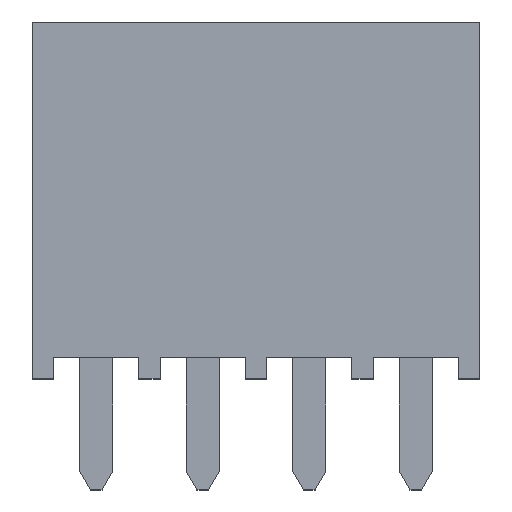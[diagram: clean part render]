
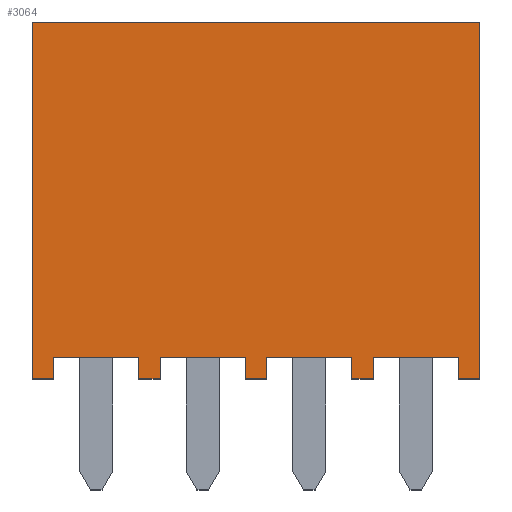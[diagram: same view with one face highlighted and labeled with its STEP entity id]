
A CAD part, top view. The second image highlights one B-rep face of the part: STEP entity #3064.
In plain terms, the highlighted planar face has unit normal (0, 0, 1).
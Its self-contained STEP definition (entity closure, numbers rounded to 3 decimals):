
#2046 = VERTEX_POINT('',#2047);
#2047 = CARTESIAN_POINT('',(4.826,0.,2.477));
#2053 = EDGE_CURVE('',#2046,#2054,#2056,.T.);
#2054 = VERTEX_POINT('',#2055);
#2055 = CARTESIAN_POINT('',(4.826,0.508,2.477));
#2056 = LINE('',#2057,#2058);
#2057 = CARTESIAN_POINT('',(4.826,8.509,2.477));
#2058 = VECTOR('',#2059,1.);
#2059 = DIRECTION('',(0.,1.,0.));
#2145 = EDGE_CURVE('',#2054,#2146,#2148,.T.);
#2146 = VERTEX_POINT('',#2147);
#2147 = CARTESIAN_POINT('',(2.794,0.508,2.477));
#2148 = LINE('',#2149,#2150);
#2149 = CARTESIAN_POINT('',(-5.334,0.508,2.477));
#2150 = VECTOR('',#2151,1.);
#2151 = DIRECTION('',(-1.,0.,0.));
#2169 = EDGE_CURVE('',#2146,#2170,#2172,.T.);
#2170 = VERTEX_POINT('',#2171);
#2171 = CARTESIAN_POINT('',(2.794,0.,2.477));
#2172 = LINE('',#2173,#2174);
#2173 = CARTESIAN_POINT('',(2.794,8.509,2.477));
#2174 = VECTOR('',#2175,1.);
#2175 = DIRECTION('',(0.,-1.,0.));
#2192 = EDGE_CURVE('',#2193,#2170,#2195,.T.);
#2193 = VERTEX_POINT('',#2194);
#2194 = CARTESIAN_POINT('',(2.286,0.,2.477));
#2195 = LINE('',#2196,#2197);
#2196 = CARTESIAN_POINT('',(-5.334,0.,2.477));
#2197 = VECTOR('',#2198,1.);
#2198 = DIRECTION('',(1.,0.,0.));
#2217 = EDGE_CURVE('',#2193,#2218,#2220,.T.);
#2218 = VERTEX_POINT('',#2219);
#2219 = CARTESIAN_POINT('',(2.286,0.508,2.477));
#2220 = LINE('',#2221,#2222);
#2221 = CARTESIAN_POINT('',(2.286,8.509,2.477));
#2222 = VECTOR('',#2223,1.);
#2223 = DIRECTION('',(0.,1.,0.));
#2309 = EDGE_CURVE('',#2218,#2310,#2312,.T.);
#2310 = VERTEX_POINT('',#2311);
#2311 = CARTESIAN_POINT('',(0.254,0.508,2.477));
#2312 = LINE('',#2313,#2314);
#2313 = CARTESIAN_POINT('',(-5.334,0.508,2.477));
#2314 = VECTOR('',#2315,1.);
#2315 = DIRECTION('',(-1.,0.,0.));
#2333 = EDGE_CURVE('',#2310,#2334,#2336,.T.);
#2334 = VERTEX_POINT('',#2335);
#2335 = CARTESIAN_POINT('',(0.254,0.,2.477));
#2336 = LINE('',#2337,#2338);
#2337 = CARTESIAN_POINT('',(0.254,8.509,2.477));
#2338 = VECTOR('',#2339,1.);
#2339 = DIRECTION('',(0.,-1.,0.));
#2356 = EDGE_CURVE('',#2357,#2334,#2359,.T.);
#2357 = VERTEX_POINT('',#2358);
#2358 = CARTESIAN_POINT('',(-0.254,0.,2.477));
#2359 = LINE('',#2360,#2361);
#2360 = CARTESIAN_POINT('',(-5.334,0.,2.477));
#2361 = VECTOR('',#2362,1.);
#2362 = DIRECTION('',(1.,0.,0.));
#2381 = EDGE_CURVE('',#2357,#2382,#2384,.T.);
#2382 = VERTEX_POINT('',#2383);
#2383 = CARTESIAN_POINT('',(-0.254,0.508,2.477));
#2384 = LINE('',#2385,#2386);
#2385 = CARTESIAN_POINT('',(-0.254,8.509,2.477));
#2386 = VECTOR('',#2387,1.);
#2387 = DIRECTION('',(0.,1.,0.));
#2473 = EDGE_CURVE('',#2382,#2474,#2476,.T.);
#2474 = VERTEX_POINT('',#2475);
#2475 = CARTESIAN_POINT('',(-2.286,0.508,2.477));
#2476 = LINE('',#2477,#2478);
#2477 = CARTESIAN_POINT('',(-5.334,0.508,2.477));
#2478 = VECTOR('',#2479,1.);
#2479 = DIRECTION('',(-1.,0.,0.));
#2497 = EDGE_CURVE('',#2474,#2498,#2500,.T.);
#2498 = VERTEX_POINT('',#2499);
#2499 = CARTESIAN_POINT('',(-2.286,0.,2.477));
#2500 = LINE('',#2501,#2502);
#2501 = CARTESIAN_POINT('',(-2.286,8.509,2.477));
#2502 = VECTOR('',#2503,1.);
#2503 = DIRECTION('',(0.,-1.,0.));
#2520 = EDGE_CURVE('',#2521,#2498,#2523,.T.);
#2521 = VERTEX_POINT('',#2522);
#2522 = CARTESIAN_POINT('',(-2.794,0.,2.477));
#2523 = LINE('',#2524,#2525);
#2524 = CARTESIAN_POINT('',(-5.334,0.,2.477));
#2525 = VECTOR('',#2526,1.);
#2526 = DIRECTION('',(1.,0.,0.));
#2545 = EDGE_CURVE('',#2521,#2546,#2548,.T.);
#2546 = VERTEX_POINT('',#2547);
#2547 = CARTESIAN_POINT('',(-2.794,0.508,2.477));
#2548 = LINE('',#2549,#2550);
#2549 = CARTESIAN_POINT('',(-2.794,8.509,2.477));
#2550 = VECTOR('',#2551,1.);
#2551 = DIRECTION('',(0.,1.,0.));
#2637 = EDGE_CURVE('',#2546,#2638,#2640,.T.);
#2638 = VERTEX_POINT('',#2639);
#2639 = CARTESIAN_POINT('',(-4.826,0.508,2.477));
#2640 = LINE('',#2641,#2642);
#2641 = CARTESIAN_POINT('',(-5.334,0.508,2.477));
#2642 = VECTOR('',#2643,1.);
#2643 = DIRECTION('',(-1.,0.,0.));
#2661 = EDGE_CURVE('',#2638,#2662,#2664,.T.);
#2662 = VERTEX_POINT('',#2663);
#2663 = CARTESIAN_POINT('',(-4.826,0.,2.477));
#2664 = LINE('',#2665,#2666);
#2665 = CARTESIAN_POINT('',(-4.826,8.509,2.477));
#2666 = VECTOR('',#2667,1.);
#2667 = DIRECTION('',(0.,-1.,0.));
#2684 = EDGE_CURVE('',#2685,#2662,#2687,.T.);
#2685 = VERTEX_POINT('',#2686);
#2686 = CARTESIAN_POINT('',(-5.334,0.,2.477));
#2687 = LINE('',#2688,#2689);
#2688 = CARTESIAN_POINT('',(-5.334,0.,2.477));
#2689 = VECTOR('',#2690,1.);
#2690 = DIRECTION('',(1.,0.,0.));
#2708 = EDGE_CURVE('',#2709,#2685,#2711,.T.);
#2709 = VERTEX_POINT('',#2710);
#2710 = CARTESIAN_POINT('',(-5.334,8.509,2.477));
#2711 = LINE('',#2712,#2713);
#2712 = CARTESIAN_POINT('',(-5.334,8.509,2.477));
#2713 = VECTOR('',#2714,1.);
#2714 = DIRECTION('',(0.,-1.,0.));
#2733 = EDGE_CURVE('',#2709,#2734,#2736,.T.);
#2734 = VERTEX_POINT('',#2735);
#2735 = CARTESIAN_POINT('',(5.334,8.509,2.477));
#2736 = LINE('',#2737,#2738);
#2737 = CARTESIAN_POINT('',(-5.334,8.509,2.477));
#2738 = VECTOR('',#2739,1.);
#2739 = DIRECTION('',(1.,0.,0.));
#3028 = VERTEX_POINT('',#3029);
#3029 = CARTESIAN_POINT('',(5.334,0.,2.477));
#3037 = EDGE_CURVE('',#2734,#3028,#3038,.T.);
#3038 = LINE('',#3039,#3040);
#3039 = CARTESIAN_POINT('',(5.334,8.509,2.477));
#3040 = VECTOR('',#3041,1.);
#3041 = DIRECTION('',(0.,-1.,0.));
#3054 = EDGE_CURVE('',#2046,#3028,#3055,.T.);
#3055 = LINE('',#3056,#3057);
#3056 = CARTESIAN_POINT('',(-5.334,0.,2.477));
#3057 = VECTOR('',#3058,1.);
#3058 = DIRECTION('',(1.,0.,0.));
#3064 = ADVANCED_FACE('',(#3065),#3087,.F.);
#3065 = FACE_BOUND('',#3066,.T.);
#3066 = EDGE_LOOP('',(#3067,#3068,#3069,#3070,#3071,#3072,#3073,#3074,
    #3075,#3076,#3077,#3078,#3079,#3080,#3081,#3082,#3083,#3084,#3085,
    #3086));
#3067 = ORIENTED_EDGE('',*,*,#2053,.F.);
#3068 = ORIENTED_EDGE('',*,*,#3054,.T.);
#3069 = ORIENTED_EDGE('',*,*,#3037,.F.);
#3070 = ORIENTED_EDGE('',*,*,#2733,.F.);
#3071 = ORIENTED_EDGE('',*,*,#2708,.T.);
#3072 = ORIENTED_EDGE('',*,*,#2684,.T.);
#3073 = ORIENTED_EDGE('',*,*,#2661,.F.);
#3074 = ORIENTED_EDGE('',*,*,#2637,.F.);
#3075 = ORIENTED_EDGE('',*,*,#2545,.F.);
#3076 = ORIENTED_EDGE('',*,*,#2520,.T.);
#3077 = ORIENTED_EDGE('',*,*,#2497,.F.);
#3078 = ORIENTED_EDGE('',*,*,#2473,.F.);
#3079 = ORIENTED_EDGE('',*,*,#2381,.F.);
#3080 = ORIENTED_EDGE('',*,*,#2356,.T.);
#3081 = ORIENTED_EDGE('',*,*,#2333,.F.);
#3082 = ORIENTED_EDGE('',*,*,#2309,.F.);
#3083 = ORIENTED_EDGE('',*,*,#2217,.F.);
#3084 = ORIENTED_EDGE('',*,*,#2192,.T.);
#3085 = ORIENTED_EDGE('',*,*,#2169,.F.);
#3086 = ORIENTED_EDGE('',*,*,#2145,.F.);
#3087 = PLANE('',#3088);
#3088 = AXIS2_PLACEMENT_3D('',#3089,#3090,#3091);
#3089 = CARTESIAN_POINT('',(-5.334,8.509,2.477));
#3090 = DIRECTION('',(0.,0.,-1.));
#3091 = DIRECTION('',(-1.,0.,0.));
